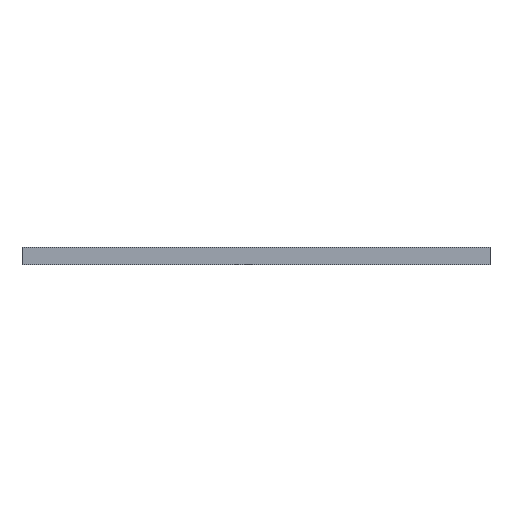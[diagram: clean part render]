
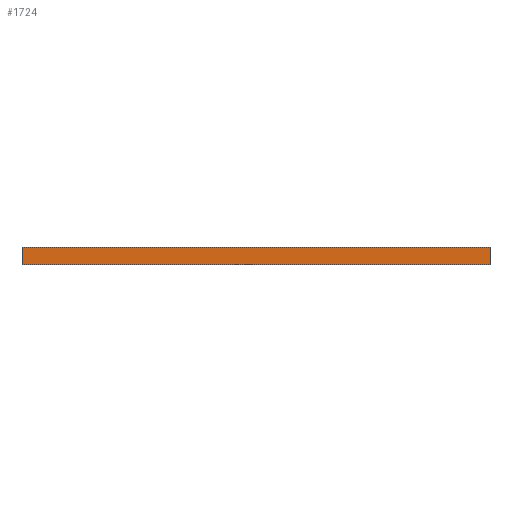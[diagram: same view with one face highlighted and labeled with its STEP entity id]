
A CAD part, left-side view. The second image highlights one B-rep face of the part: STEP entity #1724.
In plain terms, the highlighted planar face has unit normal (-1, 0, 0).
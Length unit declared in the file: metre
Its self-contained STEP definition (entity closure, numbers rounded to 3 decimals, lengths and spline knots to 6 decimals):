
#476=ORIENTED_EDGE('',*,*,#853,.T.);
#477=ORIENTED_EDGE('',*,*,#854,.F.);
#478=ORIENTED_EDGE('',*,*,#710,.F.);
#479=ORIENTED_EDGE('',*,*,#631,.T.);
#631=EDGE_CURVE('',#876,#879,#1047,.T.);
#710=EDGE_CURVE('',#876,#958,#1086,.T.);
#853=EDGE_CURVE('',#879,#1036,#1193,.T.);
#854=EDGE_CURVE('',#958,#1036,#1194,.T.);
#876=VERTEX_POINT('',#2428);
#879=VERTEX_POINT('',#2433);
#958=VERTEX_POINT('',#2593);
#1036=VERTEX_POINT('',#2879);
#1047=LINE('',#2434,#1215);
#1086=LINE('',#2592,#1254);
#1193=LINE('',#2878,#1361);
#1194=LINE('',#2880,#1362);
#1215=VECTOR('',#1930,1.);
#1254=VECTOR('',#2051,1.);
#1361=VECTOR('',#2360,1.);
#1362=VECTOR('',#2361,1.);
#1459=EDGE_LOOP('',(#476,#477,#478,#479));
#1575=FACE_BOUND('',#1459,.T.);
#1642=PLANE('',#1899);
#1724=ADVANCED_FACE('',(#1575),#1642,.F.);
#1899=AXIS2_PLACEMENT_3D('',#2877,#2358,#2359);
#1930=DIRECTION('',(0.,0.,-1.));
#2051=DIRECTION('',(0.,-1.,0.));
#2358=DIRECTION('',(1.,0.,0.));
#2359=DIRECTION('',(0.,0.,-1.));
#2360=DIRECTION('',(0.,-1.,0.));
#2361=DIRECTION('',(0.,0.,-1.));
#2428=CARTESIAN_POINT('',(-0.0385,0.03925,0.003));
#2433=CARTESIAN_POINT('',(-0.0385,0.03925,0.));
#2434=CARTESIAN_POINT('',(-0.0385,0.03925,0.003));
#2592=CARTESIAN_POINT('',(-0.0385,0.,0.003));
#2593=CARTESIAN_POINT('',(-0.0385,-0.03925,0.003));
#2877=CARTESIAN_POINT('',(-0.0385,0.,0.003));
#2878=CARTESIAN_POINT('',(-0.0385,0.,0.));
#2879=CARTESIAN_POINT('',(-0.0385,-0.03925,0.));
#2880=CARTESIAN_POINT('',(-0.0385,-0.03925,0.003));
